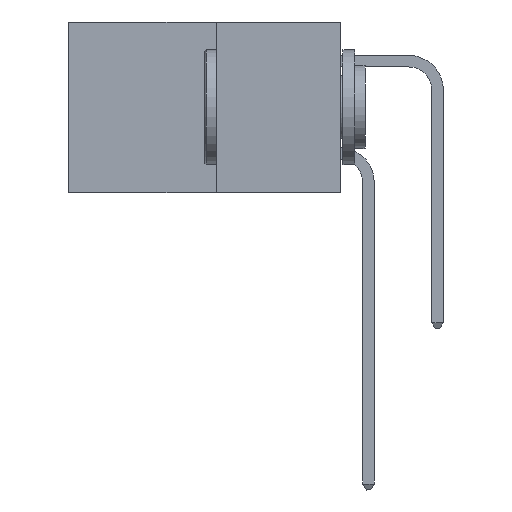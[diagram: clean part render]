
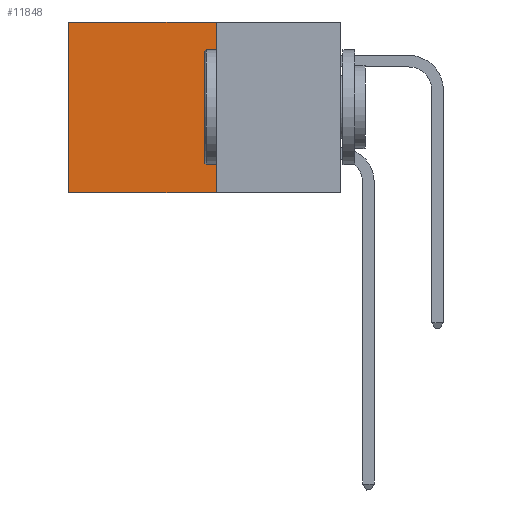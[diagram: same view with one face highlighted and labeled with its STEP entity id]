
A CAD part, left-side view. The second image highlights one B-rep face of the part: STEP entity #11848.
In plain terms, the highlighted planar face has unit normal (-1, 0, 0).
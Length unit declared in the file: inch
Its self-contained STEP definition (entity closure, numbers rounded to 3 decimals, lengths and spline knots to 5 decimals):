
#552 = PLANE ( 'NONE',  #20989 ) ;
#1016 = LINE ( 'NONE', #2032, #5289 ) ;
#2032 = CARTESIAN_POINT ( 'NONE',  ( 0.277, 0.27, 0. ) ) ;
#2514 = CARTESIAN_POINT ( 'NONE',  ( 0.277, 0.27, -0.37 ) ) ;
#3660 = VECTOR ( 'NONE', #11753, 39.37008 ) ;
#3822 = DIRECTION ( 'NONE',  ( 0., 1., 0. ) ) ;
#3951 = ORIENTED_EDGE ( 'NONE', *, *, #8238, .T. ) ;
#4032 = ORIENTED_EDGE ( 'NONE', *, *, #12367, .T. ) ;
#4132 = EDGE_CURVE ( 'NONE', #7131, #6931, #12556, .T. ) ;
#4186 = CARTESIAN_POINT ( 'NONE',  ( 0.277, 0.27, 0. ) ) ;
#4503 = CARTESIAN_POINT ( 'NONE',  ( 0.277, 0.59, -0.37 ) ) ;
#4812 = VECTOR ( 'NONE', #14961, 39.37008 ) ;
#5289 = VECTOR ( 'NONE', #3822, 39.37008 ) ;
#5386 = LINE ( 'NONE', #2514, #4812 ) ;
#5456 = EDGE_LOOP ( 'NONE', ( #3951, #7418, #12800, #4032 ) ) ;
#5524 = CARTESIAN_POINT ( 'NONE',  ( 0.277, 0.59, -0.37 ) ) ;
#5822 = VERTEX_POINT ( 'NONE', #16675 ) ;
#6043 = CARTESIAN_POINT ( 'NONE',  ( 0.277, 0.27, -0.37 ) ) ;
#6931 = VERTEX_POINT ( 'NONE', #10491 ) ;
#7131 = VERTEX_POINT ( 'NONE', #4186 ) ;
#7418 = ORIENTED_EDGE ( 'NONE', *, *, #16309, .F. ) ;
#7859 = DIRECTION ( 'NONE',  ( 0., 0., -1. ) ) ;
#8238 = EDGE_CURVE ( 'NONE', #5822, #18069, #16838, .T. ) ;
#10491 = CARTESIAN_POINT ( 'NONE',  ( 0.277, 0.27, -0.37 ) ) ;
#11753 = DIRECTION ( 'NONE',  ( 0., 0., -1. ) ) ;
#11848 = ADVANCED_FACE ( 'NONE', ( #12226 ), #552, .F. ) ;
#11891 = CARTESIAN_POINT ( 'NONE',  ( 0.277, 0.27, -0.37 ) ) ;
#12171 = VECTOR ( 'NONE', #15132, 39.37008 ) ;
#12226 = FACE_OUTER_BOUND ( 'NONE', #5456, .T. ) ;
#12367 = EDGE_CURVE ( 'NONE', #7131, #5822, #1016, .T. ) ;
#12556 = LINE ( 'NONE', #11891, #3660 ) ;
#12800 = ORIENTED_EDGE ( 'NONE', *, *, #4132, .F. ) ;
#14961 = DIRECTION ( 'NONE',  ( 0., 1., 0. ) ) ;
#15132 = DIRECTION ( 'NONE',  ( 0., 0., -1. ) ) ;
#16309 = EDGE_CURVE ( 'NONE', #6931, #18069, #5386, .T. ) ;
#16675 = CARTESIAN_POINT ( 'NONE',  ( 0.277, 0.59, 0. ) ) ;
#16838 = LINE ( 'NONE', #4503, #12171 ) ;
#18069 = VERTEX_POINT ( 'NONE', #5524 ) ;
#18317 = DIRECTION ( 'NONE',  ( 1., 0., 0. ) ) ;
#20989 = AXIS2_PLACEMENT_3D ( 'NONE', #6043, #18317, #7859 ) ;
